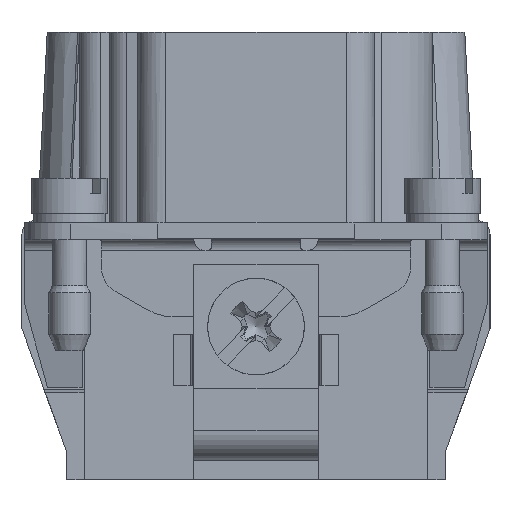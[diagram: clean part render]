
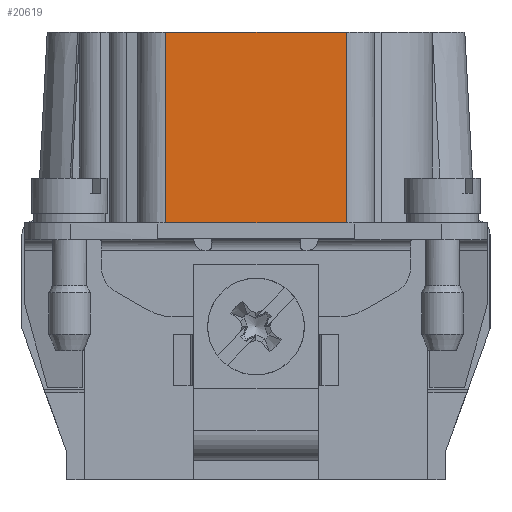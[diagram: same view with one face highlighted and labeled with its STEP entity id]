
A CAD part, left-side view. The second image highlights one B-rep face of the part: STEP entity #20619.
In plain terms, the highlighted planar face has unit normal (-1, 0, 0).
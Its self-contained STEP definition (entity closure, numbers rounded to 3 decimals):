
#18152=FACE_OUTER_BOUND('',#25469,.T.);
#20619=ADVANCED_FACE('',(#18152),#23170,.F.);
#23170=PLANE('',#75135);
#25469=EDGE_LOOP('',(#31017,#31018,#31019,#31020));
#31017=ORIENTED_EDGE('',*,*,#49719,.T.);
#31018=ORIENTED_EDGE('',*,*,#49720,.T.);
#31019=ORIENTED_EDGE('',*,*,#49572,.F.);
#31020=ORIENTED_EDGE('',*,*,#49721,.T.);
#44309=VERTEX_POINT('',#97160);
#44310=VERTEX_POINT('',#97162);
#44380=VERTEX_POINT('',#97465);
#44381=VERTEX_POINT('',#97466);
#49572=EDGE_CURVE('',#44309,#44310,#62290,.T.);
#49719=EDGE_CURVE('',#44380,#44381,#62411,.T.);
#49720=EDGE_CURVE('',#44381,#44310,#62412,.T.);
#49721=EDGE_CURVE('',#44309,#44380,#62413,.T.);
#62290=LINE('',#97161,#66729);
#62411=LINE('',#97464,#66850);
#62412=LINE('',#97467,#66851);
#62413=LINE('',#97468,#66852);
#66729=VECTOR('',#80803,1.);
#66850=VECTOR('',#81100,1.);
#66851=VECTOR('',#81101,1.);
#66852=VECTOR('',#81102,1.);
#75135=AXIS2_PLACEMENT_3D('',#97469,#81103,#81104);
#80803=DIRECTION('',(0.,-1.,0.));
#81100=DIRECTION('',(0.,-1.,0.));
#81101=DIRECTION('',(0.,0.,1.));
#81102=DIRECTION('',(0.,0.,-1.));
#81103=DIRECTION('',(1.,0.,0.));
#81104=DIRECTION('',(0.,0.,1.));
#97160=CARTESIAN_POINT('',(-42.175,6.55,14.95));
#97161=CARTESIAN_POINT('',(-42.175,-8.55,14.95));
#97162=CARTESIAN_POINT('',(-42.175,-6.55,14.95));
#97464=CARTESIAN_POINT('',(-42.175,-8.55,1.15));
#97465=CARTESIAN_POINT('',(-42.175,6.55,1.15));
#97466=CARTESIAN_POINT('',(-42.175,-6.55,1.15));
#97467=CARTESIAN_POINT('',(-42.175,-6.55,14.95));
#97468=CARTESIAN_POINT('',(-42.175,6.55,14.95));
#97469=CARTESIAN_POINT('',(-42.175,-8.55,14.95));
